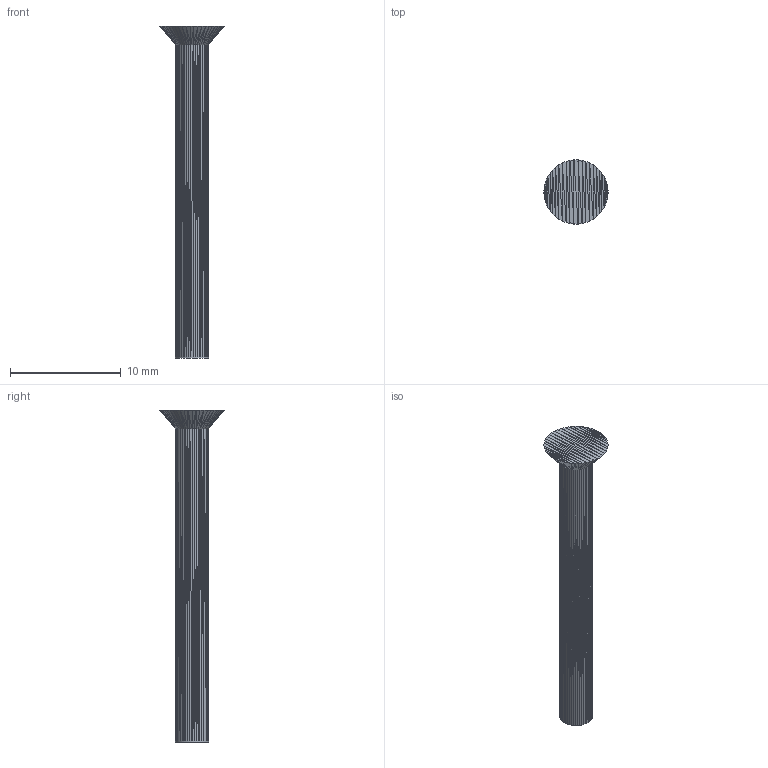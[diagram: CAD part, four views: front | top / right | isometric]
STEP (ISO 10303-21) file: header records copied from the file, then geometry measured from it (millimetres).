
FILE_DESCRIPTION(('FreeCAD Model'),'2;1');
FILE_NAME('Open CASCADE Shape Model','2023-03-16T00:11:41',('FreeCAD'),( 'FreeCAD'),'Open CASCADE STEP processor 7.6','FreeCAD','Unknown');
FILE_SCHEMA(('AUTOMOTIVE_DESIGN { 1 0 10303 214 1 1 1 1 }'));
Length unit declared in the file: millimetre
Products named in the file (1): Open CASCADE STEP translator 7.6 1
Bounding box: 5.8 x 5.79 x 30 mm (x, y, z)
Volume: 226.2 mm3; surface area: 330.3 mm2
Topology: 1 solids, 1 shells, 296 faces, 444 edges, 150 vertices
Faces by surface type: plane 296
Entity records: 11566 total; most frequent: DIRECTION 1926, CARTESIAN_POINT 1779, LINE 1332, VECTOR 1332, ORIENTED_EDGE 888, PCURVE 888, DEFINITIONAL_REPRESENTATION 888, EDGE_CURVE 444
